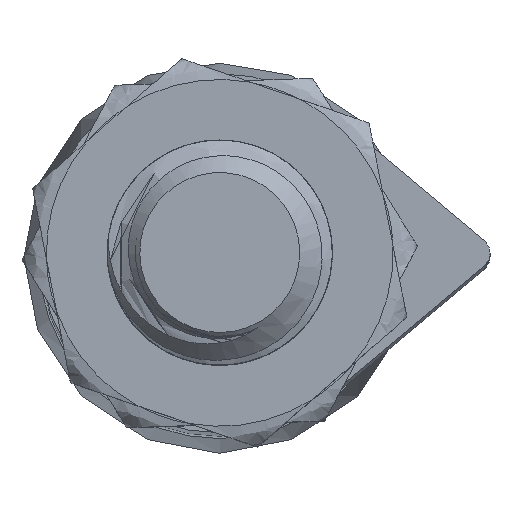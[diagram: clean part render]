
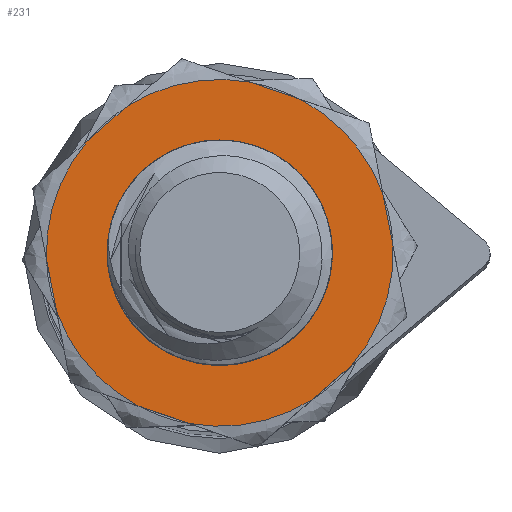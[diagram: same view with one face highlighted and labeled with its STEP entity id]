
A CAD part, top view. The second image highlights one B-rep face of the part: STEP entity #231.
In plain terms, the highlighted planar face has unit normal (0, 0, 1).
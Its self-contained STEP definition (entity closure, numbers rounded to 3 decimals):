
#68=CARTESIAN_POINT('',(-0.715,6.558,95.289));
#69=DIRECTION('',(0.0,0.0,1.0));
#70=DIRECTION('',(0.157,-0.988,0.0));
#71=AXIS2_PLACEMENT_3D('',#68,#69,#70);
#72=PLANE('',#71);
#73=CARTESIAN_POINT('',(1.168,17.014,95.289));
#74=VERTEX_POINT('',#73);
#75=CARTESIAN_POINT('',(-6.383,15.544,95.289));
#76=VERTEX_POINT('',#75);
#77=CARTESIAN_POINT('',(-0.715,6.558,95.289));
#78=DIRECTION('',(0.,0.,1.));
#79=DIRECTION('',(0.157,-0.988,0.));
#80=AXIS2_PLACEMENT_3D('',#77,#78,#79);
#81=CIRCLE('',#80,10.624);
#82=EDGE_CURVE('',#74,#76,#81,.T.);
#83=ORIENTED_EDGE('',*,*,#82,.T.);
#84=CARTESIAN_POINT('',(-8.828,13.417,95.289));
#85=VERTEX_POINT('',#84);
#86=CARTESIAN_POINT('',(-8.828,13.417,95.289));
#87=DIRECTION('',(0.755,0.656,0.0));
#88=VECTOR('',#87,3.242);
#89=LINE('',#86,#88);
#90=EDGE_CURVE('',#85,#76,#89,.T.);
#91=ORIENTED_EDGE('',*,*,#90,.F.);
#92=CARTESIAN_POINT('',(-11.331,6.142,95.289));
#93=VERTEX_POINT('',#92);
#94=CARTESIAN_POINT('',(-0.715,6.558,95.289));
#95=DIRECTION('',(0.,0.,1.));
#96=DIRECTION('',(0.157,-0.988,0.));
#97=AXIS2_PLACEMENT_3D('',#94,#95,#96);
#98=CIRCLE('',#97,10.624);
#99=EDGE_CURVE('',#85,#93,#98,.T.);
#100=ORIENTED_EDGE('',*,*,#99,.T.);
#101=CARTESIAN_POINT('',(-10.711,2.961,95.289));
#102=VERTEX_POINT('',#101);
#103=CARTESIAN_POINT('',(-10.711,2.961,95.289));
#104=DIRECTION('',(-0.191,0.982,0.0));
#105=VECTOR('',#104,3.242);
#106=LINE('',#103,#105);
#107=EDGE_CURVE('',#102,#93,#106,.T.);
#108=ORIENTED_EDGE('',*,*,#107,.F.);
#109=CARTESIAN_POINT('',(-5.663,-2.844,95.289));
#110=VERTEX_POINT('',#109);
#111=CARTESIAN_POINT('',(-0.715,6.558,95.289));
#112=DIRECTION('',(0.,0.,1.));
#113=DIRECTION('',(0.157,-0.988,0.));
#114=AXIS2_PLACEMENT_3D('',#111,#112,#113);
#115=CIRCLE('',#114,10.624);
#116=EDGE_CURVE('',#102,#110,#115,.T.);
#117=ORIENTED_EDGE('',*,*,#116,.T.);
#118=CARTESIAN_POINT('',(-2.597,-3.898,95.289));
#119=VERTEX_POINT('',#118);
#120=CARTESIAN_POINT('',(-2.597,-3.898,95.289));
#121=DIRECTION('',(-0.946,0.325,0.0));
#122=VECTOR('',#121,3.242);
#123=LINE('',#120,#122);
#124=EDGE_CURVE('',#119,#110,#123,.T.);
#125=ORIENTED_EDGE('',*,*,#124,.F.);
#126=CARTESIAN_POINT('',(4.953,-2.428,95.289));
#127=VERTEX_POINT('',#126);
#128=CARTESIAN_POINT('',(-0.715,6.558,95.289));
#129=DIRECTION('',(0.,0.,1.));
#130=DIRECTION('',(0.157,-0.988,0.));
#131=AXIS2_PLACEMENT_3D('',#128,#129,#130);
#132=CIRCLE('',#131,10.624);
#133=EDGE_CURVE('',#119,#127,#132,.T.);
#134=ORIENTED_EDGE('',*,*,#133,.T.);
#135=CARTESIAN_POINT('',(7.399,-0.301,95.289));
#136=VERTEX_POINT('',#135);
#137=CARTESIAN_POINT('',(7.399,-0.301,95.289));
#138=DIRECTION('',(-0.755,-0.656,0.0));
#139=VECTOR('',#138,3.242);
#140=LINE('',#137,#139);
#141=EDGE_CURVE('',#136,#127,#140,.T.);
#142=ORIENTED_EDGE('',*,*,#141,.F.);
#143=CARTESIAN_POINT('',(9.902,6.974,95.289));
#144=VERTEX_POINT('',#143);
#145=CARTESIAN_POINT('',(-0.715,6.558,95.289));
#146=DIRECTION('',(0.,0.,1.));
#147=DIRECTION('',(0.157,-0.988,0.));
#148=AXIS2_PLACEMENT_3D('',#145,#146,#147);
#149=CIRCLE('',#148,10.624);
#150=EDGE_CURVE('',#136,#144,#149,.T.);
#151=ORIENTED_EDGE('',*,*,#150,.T.);
#152=CARTESIAN_POINT('',(9.282,10.155,95.289));
#153=VERTEX_POINT('',#152);
#154=CARTESIAN_POINT('',(9.282,10.155,95.289));
#155=DIRECTION('',(0.191,-0.982,0.0));
#156=VECTOR('',#155,3.242);
#157=LINE('',#154,#156);
#158=EDGE_CURVE('',#153,#144,#157,.T.);
#159=ORIENTED_EDGE('',*,*,#158,.F.);
#160=CARTESIAN_POINT('',(4.234,15.96,95.289));
#161=VERTEX_POINT('',#160);
#162=CARTESIAN_POINT('',(-0.715,6.558,95.289));
#163=DIRECTION('',(0.,0.,1.));
#164=DIRECTION('',(0.157,-0.988,0.));
#165=AXIS2_PLACEMENT_3D('',#162,#163,#164);
#166=CIRCLE('',#165,10.624);
#167=EDGE_CURVE('',#153,#161,#166,.T.);
#168=ORIENTED_EDGE('',*,*,#167,.T.);
#169=CARTESIAN_POINT('',(1.168,17.014,95.289));
#170=DIRECTION('',(0.946,-0.325,0.0));
#171=VECTOR('',#170,3.242);
#172=LINE('',#169,#171);
#173=EDGE_CURVE('',#74,#161,#172,.T.);
#174=ORIENTED_EDGE('',*,*,#173,.F.);
#175=EDGE_LOOP('',(#83,#91,#100,#108,#117,#125,#134,#142,#151,#159,#168,#174));
#176=FACE_OUTER_BOUND('',#175,.T.);
#177=CARTESIAN_POINT('',(-0.199,13.439,95.289));
#178=VERTEX_POINT('',#177);
#179=CARTESIAN_POINT('',(-6.624,6.252,95.289));
#180=VERTEX_POINT('',#179);
#181=CARTESIAN_POINT('',(-0.199,13.439,95.289));
#182=CARTESIAN_POINT('',(-0.974,13.432,95.289));
#183=CARTESIAN_POINT('',(-1.742,13.294,95.289));
#184=CARTESIAN_POINT('',(-3.176,12.769,95.289));
#185=CARTESIAN_POINT('',(-3.834,12.393,95.289));
#186=CARTESIAN_POINT('',(-5.05,11.382,95.289));
#187=CARTESIAN_POINT('',(-5.581,10.735,95.289));
#188=CARTESIAN_POINT('',(-6.345,9.296,95.289));
#189=CARTESIAN_POINT('',(-6.581,8.524,95.289));
#190=CARTESIAN_POINT('',(-6.709,7.235,95.289));
#191=CARTESIAN_POINT('',(-6.697,6.74,95.289));
#192=CARTESIAN_POINT('',(-6.624,6.252,95.289));
#193=B_SPLINE_CURVE_WITH_KNOTS('',3,(#181,#182,#183,#184,#185,#186,#187,#188,#189,#190,#191,#192),.UNSPECIFIED.,.F.,.U.,(4,2,2,2,2,4),(-1.813,-1.582,-1.357,-1.11,-0.871,-0.723),.UNSPECIFIED.);
#194=EDGE_CURVE('',#178,#180,#193,.T.);
#195=ORIENTED_EDGE('',*,*,#194,.F.);
#196=CARTESIAN_POINT('',(1.806,12.981,95.289));
#197=VERTEX_POINT('',#196);
#198=CARTESIAN_POINT('',(-0.715,6.558,95.289));
#199=DIRECTION('',(0.0,0.0,1.0));
#200=DIRECTION('',(-1.0,0.0,0.0));
#201=AXIS2_PLACEMENT_3D('',#198,#199,#200);
#202=CIRCLE('',#201,6.9);
#203=EDGE_CURVE('',#197,#178,#202,.T.);
#204=ORIENTED_EDGE('',*,*,#203,.F.);
#205=CARTESIAN_POINT('',(4.477,3.719,95.289));
#206=VERTEX_POINT('',#205);
#207=CARTESIAN_POINT('',(4.477,3.719,95.289));
#208=CARTESIAN_POINT('',(4.647,3.968,95.289));
#209=CARTESIAN_POINT('',(4.798,4.231,95.289));
#210=CARTESIAN_POINT('',(5.27,5.221,95.289));
#211=CARTESIAN_POINT('',(5.466,5.997,95.289));
#212=CARTESIAN_POINT('',(5.555,7.611,95.289));
#213=CARTESIAN_POINT('',(5.437,8.433,95.289));
#214=CARTESIAN_POINT('',(4.888,10.014,95.289));
#215=CARTESIAN_POINT('',(4.452,10.755,95.289));
#216=CARTESIAN_POINT('',(3.305,12.054,95.289));
#217=CARTESIAN_POINT('',(2.597,12.592,95.289));
#218=CARTESIAN_POINT('',(1.806,12.981,95.289));
#219=B_SPLINE_CURVE_WITH_KNOTS('',3,(#207,#208,#209,#210,#211,#212,#213,#214,#215,#216,#217,#218),.UNSPECIFIED.,.F.,.U.,(4,2,2,2,2,4),(-1.097,-1.006,-0.767,-0.52,-0.264,0.0),.UNSPECIFIED.);
#220=EDGE_CURVE('',#206,#197,#219,.T.);
#221=ORIENTED_EDGE('',*,*,#220,.F.);
#222=CARTESIAN_POINT('',(-0.715,6.558,95.289));
#223=DIRECTION('',(0.,0.,-1.));
#224=DIRECTION('',(0.157,-0.988,0.));
#225=AXIS2_PLACEMENT_3D('',#222,#223,#224);
#226=CIRCLE('',#225,5.918);
#227=EDGE_CURVE('',#206,#180,#226,.T.);
#228=ORIENTED_EDGE('',*,*,#227,.T.);
#229=EDGE_LOOP('',(#195,#204,#221,#228));
#230=FACE_BOUND('',#229,.T.);
#231=ADVANCED_FACE('',(#176,#230),#72,.T.);
